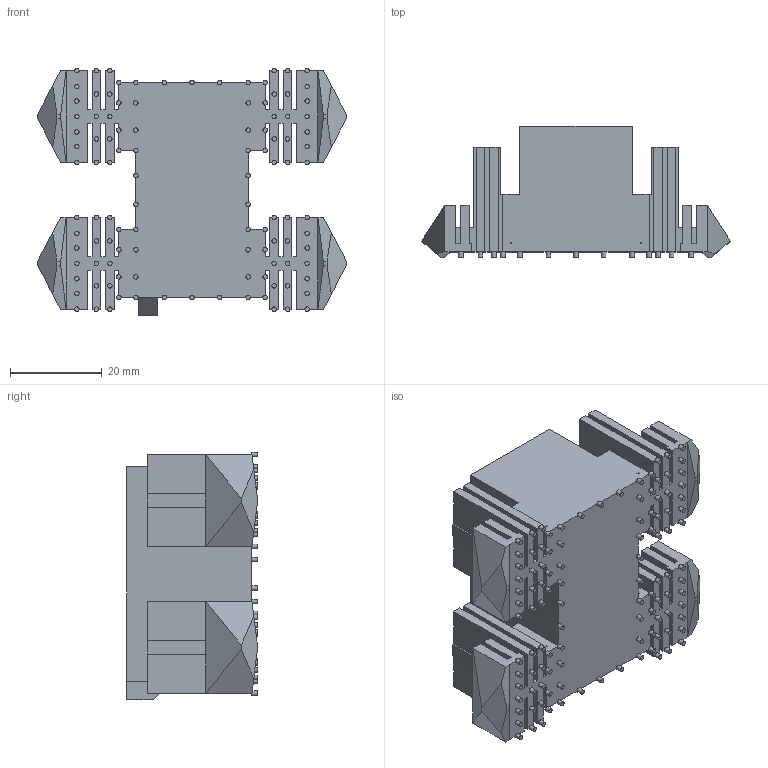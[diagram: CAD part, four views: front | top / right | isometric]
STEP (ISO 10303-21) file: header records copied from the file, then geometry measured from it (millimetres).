
FILE_DESCRIPTION(/* description */ ('','CAx-IF Rec.Pracs.---Representation and Presentation of Product Manufacturing Information (PMI)---4.0---2014-10-13'),/* implementation_level */ '2;1');
FILE_NAME(/* name */ 'Fluidic_Logic_Enabled_Walker_001.step',/* time_stamp */ '2025-02-18T11:43:45Z',/* author */ (''),/* organization */ (''),/* preprocessor_version */ 'ST-DEVELOPER v20',/* originating_system */ 'Autodesk Translation Framework v13.20.0.188',/* authorisation */ '');
FILE_SCHEMA (('AP242_MANAGED_MODEL_BASED_3D_ENGINEERING_MIM_LF { 1 0 10303 442 1 1 4 }'));
Length unit declared in the file: millimetre
Products named in the file (1): Fluidic_Logic_Enabled_Walker_001 (1)
Bounding box: 67.26 x 28.5 x 53.9 mm (x, y, z)
Volume: 35131 mm3; surface area: 42806.1 mm2
Topology: 1 solids, 1 shells, 1154 faces, 3056 edges, 1967 vertices
Faces by surface type: plane 1025, cylinder 126, cone 3
Full cylindrical faces by diameter (mm): 1 x110, 2 x6, 3.6 x9
Entity records: 35143 total; most frequent: CARTESIAN_POINT 6178, ORIENTED_EDGE 6112, DIRECTION 5709, EDGE_CURVE 3056, LINE 2713, VECTOR 2713, VERTEX_POINT 1967, AXIS2_PLACEMENT_3D 1498
